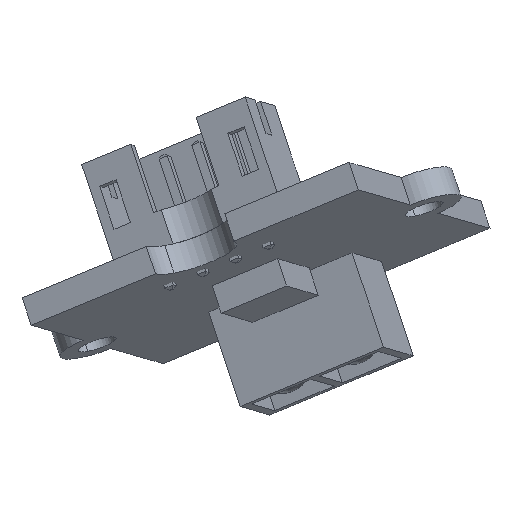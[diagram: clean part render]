
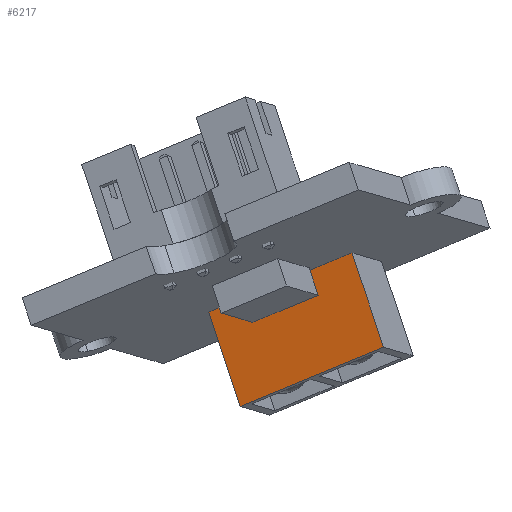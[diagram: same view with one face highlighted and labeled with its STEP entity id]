
A CAD part, isometric view. The second image highlights one B-rep face of the part: STEP entity #6217.
In plain terms, the highlighted planar face has unit normal (-0.746, -0.242, 0.621).
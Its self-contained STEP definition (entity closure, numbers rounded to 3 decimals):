
#196 = CARTESIAN_POINT ( 'NONE',  ( 18.341, 13.713, 18.693 ) ) ;
#241 = DIRECTION ( 'NONE',  ( 0.601, -0.646, 0.47 ) ) ;
#340 = DIRECTION ( 'NONE',  ( -0.601, 0.646, -0.47 ) ) ;
#467 = ORIENTED_EDGE ( 'NONE', *, *, #6357, .F. ) ;
#517 = LINE ( 'NONE', #4816, #7487 ) ;
#609 = CARTESIAN_POINT ( 'NONE',  ( 11.493, 15.395, 11.126 ) ) ;
#771 = CARTESIAN_POINT ( 'NONE',  ( 15.707, 16.543, 16.636 ) ) ;
#805 = ORIENTED_EDGE ( 'NONE', *, *, #5069, .T. ) ;
#930 = CARTESIAN_POINT ( 'NONE',  ( 16.761, 9.733, 15.241 ) ) ;
#1473 = ORIENTED_EDGE ( 'NONE', *, *, #8116, .T. ) ;
#1490 = VERTEX_POINT ( 'NONE', #930 ) ;
#1884 = VERTEX_POINT ( 'NONE', #609 ) ;
#2035 = VECTOR ( 'NONE', #8185, 1000. ) ;
#2354 = VECTOR ( 'NONE', #2710, 1000. ) ;
#2710 = DIRECTION ( 'NONE',  ( -0.601, 0.646, -0.47 ) ) ;
#2740 = EDGE_LOOP ( 'NONE', ( #1473, #467, #5255, #805 ) ) ;
#2859 = FACE_OUTER_BOUND ( 'NONE', #2740, .T. ) ;
#3466 = CARTESIAN_POINT ( 'NONE',  ( 14.917, 14.554, 14.91 ) ) ;
#4036 = LINE ( 'NONE', #771, #2354 ) ;
#4134 = LINE ( 'NONE', #8232, #2035 ) ;
#4292 = EDGE_CURVE ( 'NONE', #1490, #1884, #517, .T. ) ;
#4713 = DIRECTION ( 'NONE',  ( 0.287, 0.724, 0.628 ) ) ;
#4796 = LINE ( 'NONE', #7923, #6803 ) ;
#4816 = CARTESIAN_POINT ( 'NONE',  ( 16.761, 9.733, 15.241 ) ) ;
#5069 = EDGE_CURVE ( 'NONE', #1490, #6794, #4796, .T. ) ;
#5255 = ORIENTED_EDGE ( 'NONE', *, *, #4292, .F. ) ;
#5546 = PLANE ( 'NONE',  #6900 ) ;
#5560 = VERTEX_POINT ( 'NONE', #6519 ) ;
#6217 = ADVANCED_FACE ( 'NONE', ( #2859 ), #5546, .F. ) ;
#6357 = EDGE_CURVE ( 'NONE', #1884, #5560, #4134, .T. ) ;
#6519 = CARTESIAN_POINT ( 'NONE',  ( 13.074, 19.374, 14.578 ) ) ;
#6794 = VERTEX_POINT ( 'NONE', #196 ) ;
#6803 = VECTOR ( 'NONE', #4713, 1000. ) ;
#6900 = AXIS2_PLACEMENT_3D ( 'NONE', #3466, #7940, #241 ) ;
#7487 = VECTOR ( 'NONE', #340, 1000. ) ;
#7923 = CARTESIAN_POINT ( 'NONE',  ( 17.551, 11.723, 16.967 ) ) ;
#7940 = DIRECTION ( 'NONE',  ( 0.746, 0.242, -0.621 ) ) ;
#8116 = EDGE_CURVE ( 'NONE', #6794, #5560, #4036, .T. ) ;
#8185 = DIRECTION ( 'NONE',  ( 0.287, 0.724, 0.628 ) ) ;
#8232 = CARTESIAN_POINT ( 'NONE',  ( 12.283, 17.385, 12.852 ) ) ;
